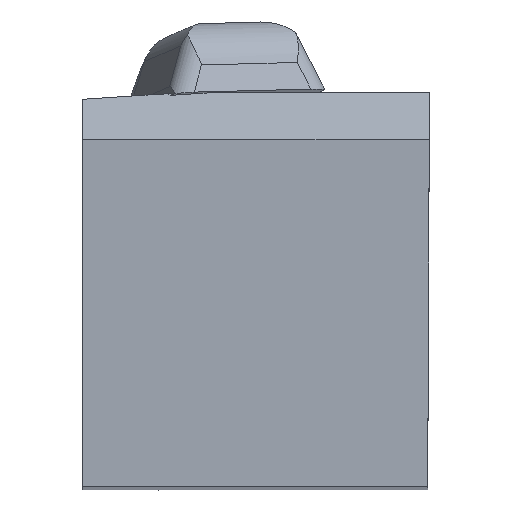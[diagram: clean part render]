
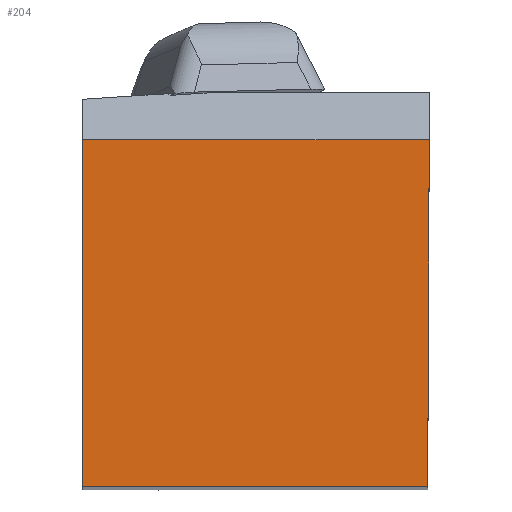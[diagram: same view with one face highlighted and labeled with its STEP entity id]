
A CAD part, top view. The second image highlights one B-rep face of the part: STEP entity #204.
In plain terms, the highlighted planar face has unit normal (0, 0, 1).
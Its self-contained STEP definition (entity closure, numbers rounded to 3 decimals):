
#143=FACE_OUTER_BOUND('',#577,.T.);
#204=ADVANCED_FACE('BLANK_BOXF006',(#143),#259,.F.);
#259=PLANE('',#1370);
#341=LINE('',#1981,#468);
#347=LINE('',#1993,#474);
#353=LINE('',#2004,#480);
#354=LINE('',#2006,#481);
#468=VECTOR('',#1571,1.);
#474=VECTOR('',#1579,1.);
#480=VECTOR('',#1589,1.);
#481=VECTOR('',#1590,1.);
#577=EDGE_LOOP('',(#743,#744,#745,#746));
#743=ORIENTED_EDGE('',*,*,#1150,.F.);
#744=ORIENTED_EDGE('',*,*,#1144,.F.);
#745=ORIENTED_EDGE('',*,*,#1138,.F.);
#746=ORIENTED_EDGE('',*,*,#1151,.F.);
#1009=VERTEX_POINT('',#1980);
#1010=VERTEX_POINT('',#1982);
#1015=VERTEX_POINT('',#1994);
#1018=VERTEX_POINT('',#2005);
#1138=EDGE_CURVE('',#1009,#1010,#341,.T.);
#1144=EDGE_CURVE('',#1010,#1015,#347,.T.);
#1150=EDGE_CURVE('',#1015,#1018,#353,.T.);
#1151=EDGE_CURVE('',#1018,#1009,#354,.T.);
#1370=AXIS2_PLACEMENT_3D('',#2007,#1591,#1592);
#1571=DIRECTION('',(-0.004,-1.,0.));
#1579=DIRECTION('',(-1.,0.,0.));
#1589=DIRECTION('',(0.,1.,0.));
#1590=DIRECTION('',(1.,0.,0.));
#1591=DIRECTION('',(0.,0.,-1.));
#1592=DIRECTION('',(-1.,0.,0.));
#1980=CARTESIAN_POINT('',(0.,24.875,0.));
#1981=CARTESIAN_POINT('',(0.591,160.348,0.));
#1982=CARTESIAN_POINT('',(-0.109,0.,0.));
#1993=CARTESIAN_POINT('',(160.35,0.,0.));
#1994=CARTESIAN_POINT('',(-24.875,0.,0.));
#2004=CARTESIAN_POINT('',(-24.875,-160.35,0.));
#2005=CARTESIAN_POINT('',(-24.875,24.875,0.));
#2006=CARTESIAN_POINT('',(-160.35,24.875,0.));
#2007=CARTESIAN_POINT('',(-29.875,-5.,0.));
